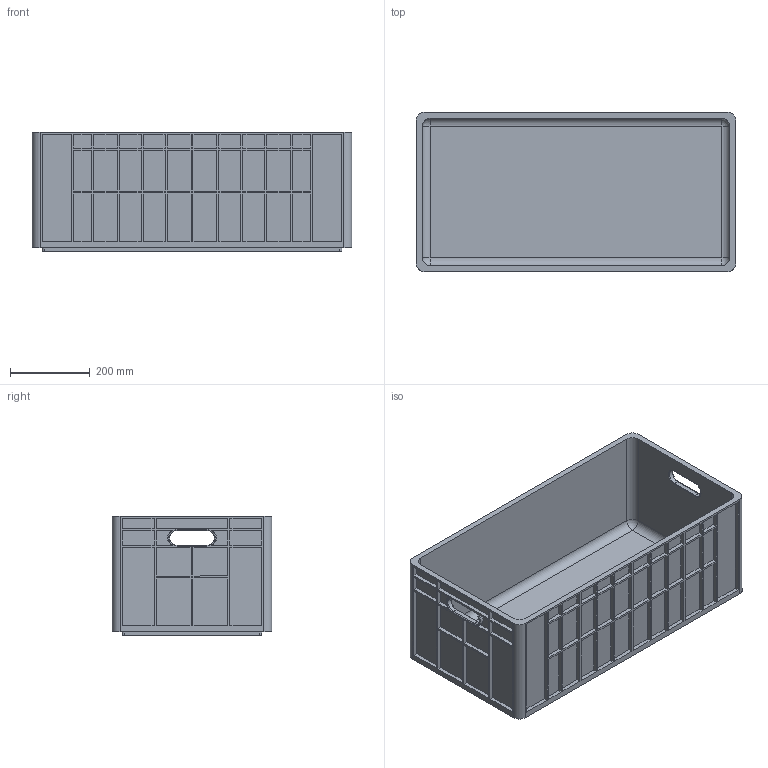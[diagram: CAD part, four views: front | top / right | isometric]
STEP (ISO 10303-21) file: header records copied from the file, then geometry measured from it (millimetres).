
FILE_DESCRIPTION(/* description */ (''),/* implementation_level */ '2;1');
FILE_NAME(/* name */ 'Plastic bin 800x400x300.step',/* time_stamp */ '2024-03-27T09:37:54+05:30',/* author */ (''),/* organization */ (''),/* preprocessor_version */ 'ST-DEVELOPER v20',/* originating_system */ 'Autodesk Translation Framework v12.20.1.177',/* authorisation */ '');
FILE_SCHEMA (('AUTOMOTIVE_DESIGN { 1 0 10303 214 3 1 1 }'));
Length unit declared in the file: millimetre
Products named in the file (2): 800x400x300; Bin
Assembly tree (1 placements, depth 2):
  800x400x300
    Bin
Bounding box: 800 x 400 x 300 mm (x, y, z)
Volume: 11181396.7 mm3; surface area: 2226657.6 mm2
Topology: 1 solids, 1 shells, 523 faces, 1256 edges, 828 vertices
Faces by surface type: plane 471, cylinder 36, torus 12, sphere 4
Entity records: 15034 total; most frequent: CARTESIAN_POINT 2682, ORIENTED_EDGE 2512, DIRECTION 2384, EDGE_CURVE 1256, LINE 1164, VECTOR 1164, VERTEX_POINT 828, EDGE_LOOP 620
